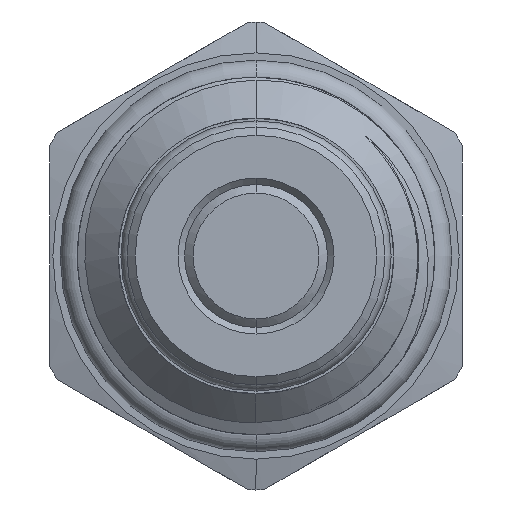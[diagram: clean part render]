
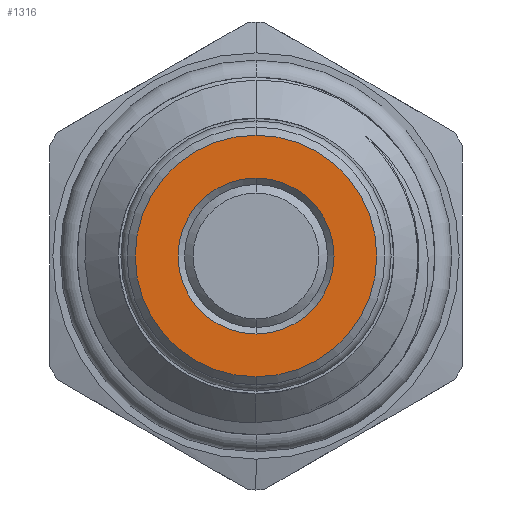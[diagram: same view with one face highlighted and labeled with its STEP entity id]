
A CAD part, left-side view. The second image highlights one B-rep face of the part: STEP entity #1316.
In plain terms, the highlighted planar face has unit normal (-1, 0, 0).
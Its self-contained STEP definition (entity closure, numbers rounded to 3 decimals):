
#503 = CARTESIAN_POINT ( 'NONE',  ( -22.697, 0.237, 0. ) ) ;
#504 = DIRECTION ( 'NONE',  ( 1., 0., 0. ) ) ;
#505 = DIRECTION ( 'NONE',  ( 0., 0., 1. ) ) ;
#506 = CARTESIAN_POINT ( 'NONE',  ( -22.697, 0.237, 0. ) ) ;
#507 = DIRECTION ( 'NONE',  ( -1., 0., 0. ) ) ;
#508 = DIRECTION ( 'NONE',  ( 0., 0., 1. ) ) ;
#641 = EDGE_CURVE ( 'NONE', #3958, #3808, #3494, .T. ) ;
#642 = EDGE_CURVE ( 'NONE', #4932, #5024, #3527, .T. ) ;
#858 = EDGE_CURVE ( 'NONE', #3808, #3958, #3695, .T. ) ;
#895 = EDGE_CURVE ( 'NONE', #5024, #4932, #3840, .T. ) ;
#935 = AXIS2_PLACEMENT_3D ( 'NONE', #503, #504, #505 ) ;
#936 = AXIS2_PLACEMENT_3D ( 'NONE', #506, #507, #508 ) ;
#1014 = AXIS2_PLACEMENT_3D ( 'NONE', #5814, #5815, #5816 ) ;
#1041 = AXIS2_PLACEMENT_3D ( 'NONE', #5946, #5947, #5948 ) ;
#1164 = AXIS2_PLACEMENT_3D ( 'NONE', #4501, #4510, #4512 ) ;
#1316 = ADVANCED_FACE ( 'NONE', ( #3394, #3403 ), #4506, .T. ) ;
#2702 = ORIENTED_EDGE ( 'NONE', *, *, #895, .T. ) ;
#2741 = ORIENTED_EDGE ( 'NONE', *, *, #641, .T. ) ;
#2745 = ORIENTED_EDGE ( 'NONE', *, *, #642, .T. ) ;
#2752 = ORIENTED_EDGE ( 'NONE', *, *, #858, .T. ) ;
#3394 = FACE_BOUND ( 'NONE', #4101, .T. ) ;
#3403 = FACE_OUTER_BOUND ( 'NONE', #5157, .T. ) ;
#3494 = CIRCLE ( 'NONE', #935, 4.8 ) ;
#3527 = CIRCLE ( 'NONE', #936, 7.435 ) ;
#3695 = CIRCLE ( 'NONE', #1014, 4.8 ) ;
#3808 = VERTEX_POINT ( 'NONE', #4680 ) ;
#3840 = CIRCLE ( 'NONE', #1041, 7.435 ) ;
#3958 = VERTEX_POINT ( 'NONE', #4684 ) ;
#4101 = EDGE_LOOP ( 'NONE', ( #2752, #2741 ) ) ;
#4501 = CARTESIAN_POINT ( 'NONE',  ( -22.697, 0.237, 0. ) ) ;
#4506 = PLANE ( 'NONE',  #1164 ) ;
#4510 = DIRECTION ( 'NONE',  ( -1., 0., 0. ) ) ;
#4512 = DIRECTION ( 'NONE',  ( 0., 0., 1. ) ) ;
#4680 = CARTESIAN_POINT ( 'NONE',  ( -22.697, 0.237, 4.8 ) ) ;
#4684 = CARTESIAN_POINT ( 'NONE',  ( -22.697, 0.237, -4.8 ) ) ;
#4803 = CARTESIAN_POINT ( 'NONE',  ( -22.697, 0.237, -7.435 ) ) ;
#4843 = CARTESIAN_POINT ( 'NONE',  ( -22.697, 0.237, 7.435 ) ) ;
#4932 = VERTEX_POINT ( 'NONE', #4803 ) ;
#5024 = VERTEX_POINT ( 'NONE', #4843 ) ;
#5157 = EDGE_LOOP ( 'NONE', ( #2745, #2702 ) ) ;
#5814 = CARTESIAN_POINT ( 'NONE',  ( -22.697, 0.237, 0. ) ) ;
#5815 = DIRECTION ( 'NONE',  ( 1., 0., 0. ) ) ;
#5816 = DIRECTION ( 'NONE',  ( 0., 0., 1. ) ) ;
#5946 = CARTESIAN_POINT ( 'NONE',  ( -22.697, 0.237, 0. ) ) ;
#5947 = DIRECTION ( 'NONE',  ( -1., 0., 0. ) ) ;
#5948 = DIRECTION ( 'NONE',  ( 0., 0., 1. ) ) ;
